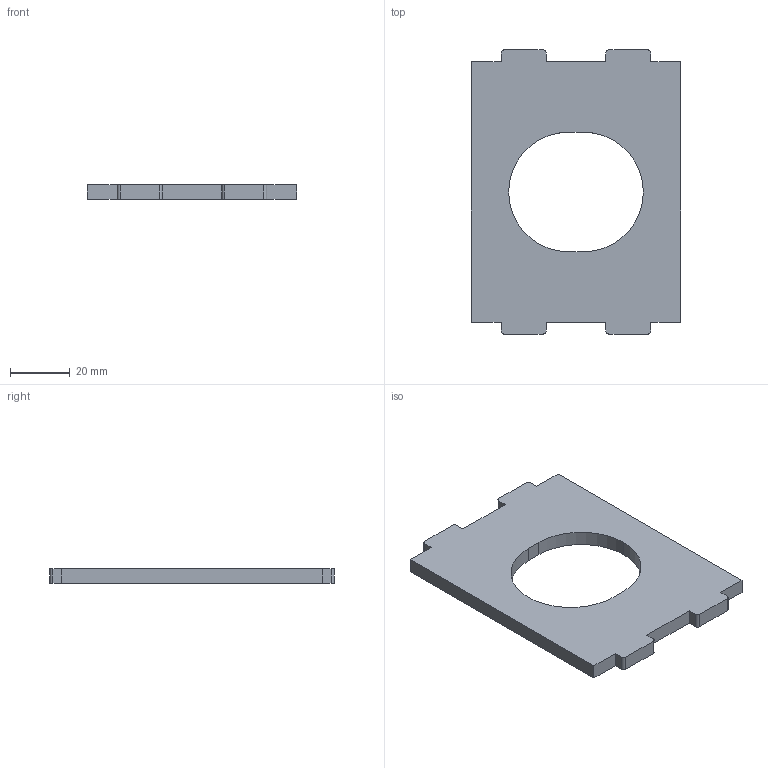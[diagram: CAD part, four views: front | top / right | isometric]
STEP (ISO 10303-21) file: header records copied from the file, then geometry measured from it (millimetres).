
FILE_DESCRIPTION (( 'STEP AP203' ), '1' );
FILE_NAME ('3927-45-20_REV_.step', '2026-02-22T20:39:11', ( '' ), ( '' ), 'SwSTEP 2.0', 'SolidWorks 2025', '' );
FILE_SCHEMA (( 'CONFIG_CONTROL_DESIGN' ));
Length unit declared in the file: millimetre
Products named in the file (1): 3927-45-20_REV_
Bounding box: 70 x 95 x 5 mm (x, y, z)
Volume: 24358.2 mm3; surface area: 12134.4 mm2
Topology: 1 solids, 1 shells, 35 faces, 99 edges, 66 vertices
Faces by surface type: plane 24, cylinder 11
Entity records: 1200 total; most frequent: CARTESIAN_POINT 217, ORIENTED_EDGE 198, DIRECTION 177, EDGE_CURVE 99, VERTEX_POINT 66, VECTOR 61, LINE 61, AXIS2_PLACEMENT_3D 58
